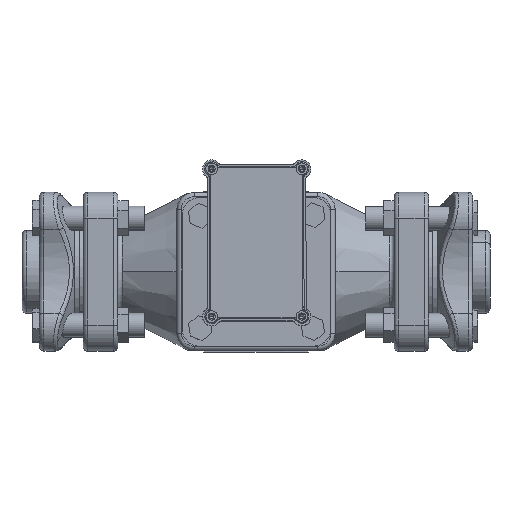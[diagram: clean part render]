
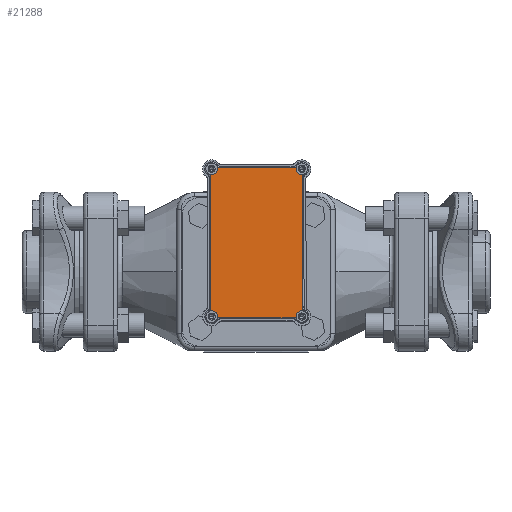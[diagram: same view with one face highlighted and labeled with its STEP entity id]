
A CAD part, top view. The second image highlights one B-rep face of the part: STEP entity #21288.
In plain terms, the highlighted face is planar.
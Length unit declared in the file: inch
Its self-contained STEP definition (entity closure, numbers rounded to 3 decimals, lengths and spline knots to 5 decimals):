
#16381=CARTESIAN_POINT('',(-1.95,0.,-1.29));
#16382=VERTEX_POINT('',#16381);
#16398=CARTESIAN_POINT('',(-2.28,0.0,-1.29));
#16399=VERTEX_POINT('',#16398);
#16406=CARTESIAN_POINT('',(-2.115,0.0,-1.29));
#16407=DIRECTION('',(0.0,1.0,0.0));
#16408=DIRECTION('',(1.0,0.0,0.0));
#16409=AXIS2_PLACEMENT_3D('',#16406,#16407,#16408);
#16410=CIRCLE('',#16409,0.165);
#16411=EDGE_CURVE('',#16382,#16399,#16410,.T.);
#16423=CARTESIAN_POINT('',(2.28,0.,1.29));
#16424=VERTEX_POINT('',#16423);
#16440=CARTESIAN_POINT('',(1.95,0.0,1.29));
#16441=VERTEX_POINT('',#16440);
#16448=CARTESIAN_POINT('',(2.115,0.0,1.29));
#16449=DIRECTION('',(0.0,1.0,0.0));
#16450=DIRECTION('',(1.0,0.0,0.0));
#16451=AXIS2_PLACEMENT_3D('',#16448,#16449,#16450);
#16452=CIRCLE('',#16451,0.165);
#16453=EDGE_CURVE('',#16424,#16441,#16452,.T.);
#16465=CARTESIAN_POINT('',(-1.95,0.,1.29));
#16466=VERTEX_POINT('',#16465);
#16482=CARTESIAN_POINT('',(-2.28,0.0,1.29));
#16483=VERTEX_POINT('',#16482);
#16490=CARTESIAN_POINT('',(-2.115,0.0,1.29));
#16491=DIRECTION('',(0.0,1.0,0.0));
#16492=DIRECTION('',(1.0,0.0,0.0));
#16493=AXIS2_PLACEMENT_3D('',#16490,#16491,#16492);
#16494=CIRCLE('',#16493,0.165);
#16495=EDGE_CURVE('',#16466,#16483,#16494,.T.);
#16549=CARTESIAN_POINT('',(2.28,0.,-1.29));
#16550=VERTEX_POINT('',#16549);
#16566=CARTESIAN_POINT('',(1.95,0.0,-1.29));
#16567=VERTEX_POINT('',#16566);
#16574=CARTESIAN_POINT('',(2.115,0.0,-1.29));
#16575=DIRECTION('',(0.0,1.0,0.0));
#16576=DIRECTION('',(1.0,0.0,0.0));
#16577=AXIS2_PLACEMENT_3D('',#16574,#16575,#16576);
#16578=CIRCLE('',#16577,0.165);
#16579=EDGE_CURVE('',#16550,#16567,#16578,.T.);
#20265=CARTESIAN_POINT('',(-1.94767,0.,-1.32001));
#20266=VERTEX_POINT('',#20265);
#20354=CARTESIAN_POINT('',(-2.145,0.,-1.12267));
#20355=VERTEX_POINT('',#20354);
#20356=CARTESIAN_POINT('',(-2.115,0.0,-1.29));
#20357=DIRECTION('',(0.0,1.0,0.0));
#20358=DIRECTION('',(-0.707,0.0,-0.707));
#20359=AXIS2_PLACEMENT_3D('',#20356,#20357,#20358);
#20360=CIRCLE('',#20359,0.17);
#20361=EDGE_CURVE('',#20266,#20355,#20360,.T.);
#20392=CARTESIAN_POINT('',(1.94767,0.,-1.32001));
#20393=VERTEX_POINT('',#20392);
#20409=CARTESIAN_POINT('',(1.94767,0.,-1.32001));
#20410=DIRECTION('',(-1.0,0.0,0.0));
#20411=VECTOR('',#20410,3.89534);
#20412=LINE('',#20409,#20411);
#20413=EDGE_CURVE('',#20393,#20266,#20412,.T.);
#20544=CARTESIAN_POINT('',(2.145,0.,-1.12267));
#20545=VERTEX_POINT('',#20544);
#20557=CARTESIAN_POINT('',(2.115,0.0,-1.29));
#20558=DIRECTION('',(0.0,1.0,0.0));
#20559=DIRECTION('',(0.707,0.0,-0.707));
#20560=AXIS2_PLACEMENT_3D('',#20557,#20558,#20559);
#20561=CIRCLE('',#20560,0.17);
#20562=EDGE_CURVE('',#20545,#20393,#20561,.T.);
#20625=CARTESIAN_POINT('',(-2.145,0.,1.12267));
#20626=VERTEX_POINT('',#20625);
#20683=CARTESIAN_POINT('',(-1.94767,0.,1.31999));
#20684=VERTEX_POINT('',#20683);
#20685=CARTESIAN_POINT('',(-2.115,0.0,1.29));
#20686=DIRECTION('',(0.0,1.0,0.0));
#20687=DIRECTION('',(-0.707,0.0,0.707));
#20688=AXIS2_PLACEMENT_3D('',#20685,#20686,#20687);
#20689=CIRCLE('',#20688,0.17);
#20690=EDGE_CURVE('',#20626,#20684,#20689,.T.);
#20732=CARTESIAN_POINT('',(-2.145,0.,-1.12267));
#20733=DIRECTION('',(0.0,0.0,1.0));
#20734=VECTOR('',#20733,2.24534);
#20735=LINE('',#20732,#20734);
#20736=EDGE_CURVE('',#20355,#20626,#20735,.T.);
#20919=CARTESIAN_POINT('',(1.94767,0.,1.31999));
#20920=VERTEX_POINT('',#20919);
#20921=CARTESIAN_POINT('',(-1.94767,0.,1.31999));
#20922=DIRECTION('',(1.0,0.0,0.0));
#20923=VECTOR('',#20922,3.89533);
#20924=LINE('',#20921,#20923);
#20925=EDGE_CURVE('',#20684,#20920,#20924,.T.);
#21039=CARTESIAN_POINT('',(2.145,0.,1.12267));
#21040=VERTEX_POINT('',#21039);
#21041=CARTESIAN_POINT('',(2.115,0.0,1.29));
#21042=DIRECTION('',(0.0,1.0,0.0));
#21043=DIRECTION('',(0.707,0.0,0.707));
#21044=AXIS2_PLACEMENT_3D('',#21041,#21042,#21043);
#21045=CIRCLE('',#21044,0.17);
#21046=EDGE_CURVE('',#20920,#21040,#21045,.T.);
#21136=CARTESIAN_POINT('',(2.145,0.,1.12267));
#21137=DIRECTION('',(0.0,0.0,-1.0));
#21138=VECTOR('',#21137,2.24534);
#21139=LINE('',#21136,#21138);
#21140=EDGE_CURVE('',#21040,#20545,#21139,.T.);
#21233=CARTESIAN_POINT('',(-2.51317,0.0,1.60567));
#21234=DIRECTION('',(0.0,-1.0,0.0));
#21235=DIRECTION('',(0.0,0.0,-1.0));
#21236=AXIS2_PLACEMENT_3D('',#21233,#21234,#21235);
#21237=PLANE('',#21236);
#21238=ORIENTED_EDGE('',*,*,#20736,.F.);
#21239=ORIENTED_EDGE('',*,*,#20361,.F.);
#21240=ORIENTED_EDGE('',*,*,#20413,.F.);
#21241=ORIENTED_EDGE('',*,*,#20562,.F.);
#21242=ORIENTED_EDGE('',*,*,#21140,.F.);
#21243=ORIENTED_EDGE('',*,*,#21046,.F.);
#21244=ORIENTED_EDGE('',*,*,#20925,.F.);
#21245=ORIENTED_EDGE('',*,*,#20690,.F.);
#21246=EDGE_LOOP('',(#21238,#21239,#21240,#21241,#21242,#21243,#21244,#21245));
#21247=FACE_OUTER_BOUND('',#21246,.T.);
#21248=ORIENTED_EDGE('',*,*,#16411,.T.);
#21249=CARTESIAN_POINT('',(-2.115,0.0,-1.29));
#21250=DIRECTION('',(0.0,1.0,0.0));
#21251=DIRECTION('',(1.0,0.0,0.0));
#21252=AXIS2_PLACEMENT_3D('',#21249,#21250,#21251);
#21253=CIRCLE('',#21252,0.165);
#21254=EDGE_CURVE('',#16399,#16382,#21253,.T.);
#21255=ORIENTED_EDGE('',*,*,#21254,.T.);
#21256=EDGE_LOOP('',(#21248,#21255));
#21257=FACE_BOUND('',#21256,.T.);
#21258=ORIENTED_EDGE('',*,*,#16453,.T.);
#21259=CARTESIAN_POINT('',(2.115,0.0,1.29));
#21260=DIRECTION('',(0.0,1.0,0.0));
#21261=DIRECTION('',(1.0,0.0,0.0));
#21262=AXIS2_PLACEMENT_3D('',#21259,#21260,#21261);
#21263=CIRCLE('',#21262,0.165);
#21264=EDGE_CURVE('',#16441,#16424,#21263,.T.);
#21265=ORIENTED_EDGE('',*,*,#21264,.T.);
#21266=EDGE_LOOP('',(#21258,#21265));
#21267=FACE_BOUND('',#21266,.T.);
#21268=ORIENTED_EDGE('',*,*,#16495,.T.);
#21269=CARTESIAN_POINT('',(-2.115,0.0,1.29));
#21270=DIRECTION('',(0.0,1.0,0.0));
#21271=DIRECTION('',(1.0,0.0,0.0));
#21272=AXIS2_PLACEMENT_3D('',#21269,#21270,#21271);
#21273=CIRCLE('',#21272,0.165);
#21274=EDGE_CURVE('',#16483,#16466,#21273,.T.);
#21275=ORIENTED_EDGE('',*,*,#21274,.T.);
#21276=EDGE_LOOP('',(#21268,#21275));
#21277=FACE_BOUND('',#21276,.T.);
#21278=ORIENTED_EDGE('',*,*,#16579,.T.);
#21279=CARTESIAN_POINT('',(2.115,0.0,-1.29));
#21280=DIRECTION('',(0.0,1.0,0.0));
#21281=DIRECTION('',(1.0,0.0,0.0));
#21282=AXIS2_PLACEMENT_3D('',#21279,#21280,#21281);
#21283=CIRCLE('',#21282,0.165);
#21284=EDGE_CURVE('',#16567,#16550,#21283,.T.);
#21285=ORIENTED_EDGE('',*,*,#21284,.T.);
#21286=EDGE_LOOP('',(#21278,#21285));
#21287=FACE_BOUND('',#21286,.T.);
#21288=ADVANCED_FACE('',(#21247,#21257,#21267,#21277,#21287),#21237,.T.);
